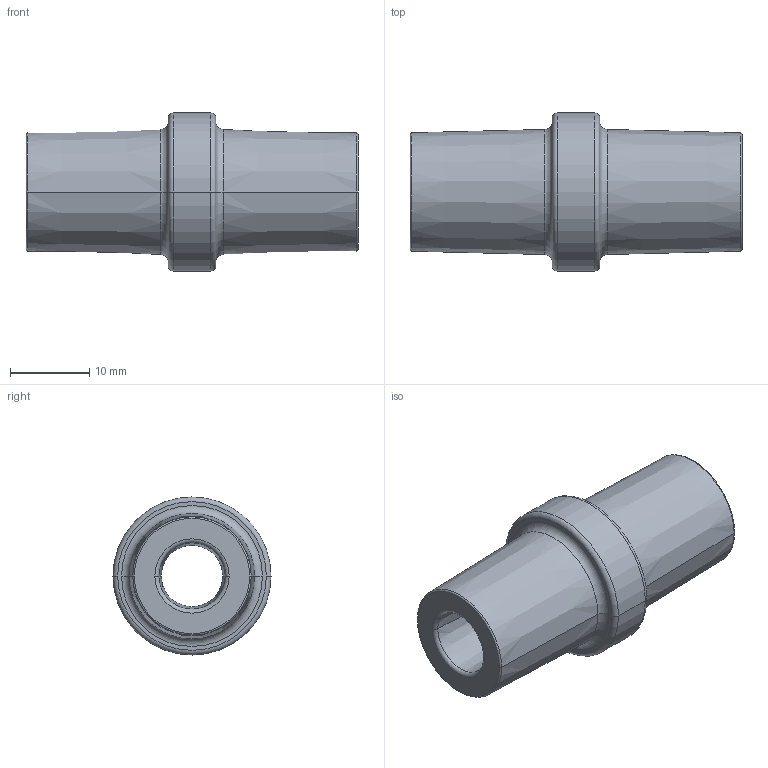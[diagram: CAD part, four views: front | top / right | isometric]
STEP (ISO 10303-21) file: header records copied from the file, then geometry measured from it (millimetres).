
FILE_DESCRIPTION (( 'STEP AP203' ), '1' );
FILE_NAME ('ISO 5356 Equal M15 F8,5 - M15 F8,5.STEP', '2020-03-25T04:46:08', ( '' ), ( '' ), 'SwSTEP 2.0', 'SolidWorks 2018', '' );
FILE_SCHEMA (( 'CONFIG_CONTROL_DESIGN' ));
Length unit declared in the file: millimetre
Products named in the file (1): ISO 5356 Equal M15 F8,5 - M15 F8,5
Bounding box: 42 x 20 x 20 mm (x, y, z)
Volume: 6128.4 mm3; surface area: 3713.3 mm2
Topology: 1 solids, 1 shells, 42 faces, 84 edges, 46 vertices
Faces by surface type: torus 20, cone 12, cylinder 6, plane 4
Entity records: 1175 total; most frequent: DIRECTION 236, CARTESIAN_POINT 173, ORIENTED_EDGE 168, AXIS2_PLACEMENT_3D 109, EDGE_CURVE 84, CIRCLE 66, EDGE_LOOP 46, VERTEX_POINT 46
